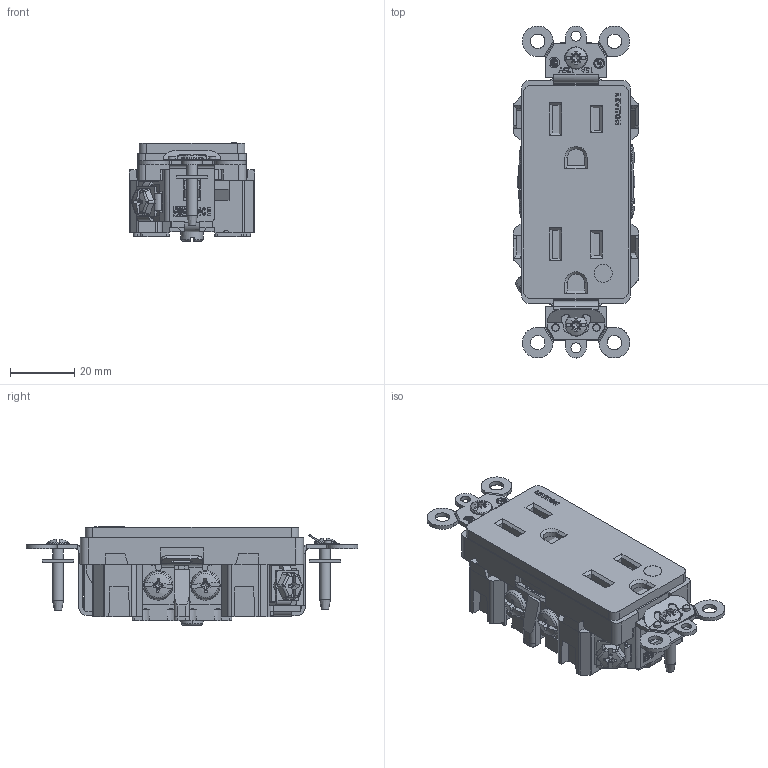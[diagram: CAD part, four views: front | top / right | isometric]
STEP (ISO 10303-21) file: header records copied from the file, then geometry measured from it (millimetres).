
FILE_DESCRIPTION (( 'STEP AP214' ), '1' );
FILE_NAME ('CATSTD-16262-HGX-M01.STEP', '2020-09-24T14:29:36', ( '' ), ( '' ), 'SwSTEP 2.0', 'SolidWorks 2020', '' );
FILE_SCHEMA (( 'AUTOMOTIVE_DESIGN' ));
Length unit declared in the file: inch
Products named in the file (1): CATSTD-16262-HGX-M01
Bounding box: 38.89 x 103.17 x 30.63 mm (x, y, z)
Volume: 56237.5 mm3; surface area: 35578.3 mm2
Topology: 8 solids, 9 shells, 2366 faces, 6734 edges, 4410 vertices
Faces by surface type: plane 1720, cylinder 384, cone 115, bspline 83, torus 40, sphere 24
Full cylindrical faces by diameter (mm): 2.184 x2, 2.362 x2, 2.691 x1, 2.858 x2, 3.124 x2, 3.251 x1, 3.302 x1, 3.404 x2, 3.556 x3, 4.445 x1, 4.521 x4, 4.699 x1, 4.803 x4, 5.385 x1, 5.537 x1, 6.858 x2
Entity records: 114664 total; most frequent: CARTESIAN_POINT 24105, ORIENTED_EDGE 13212, DIRECTION 11344, EDGE_CURVE 6606, VECTOR 4720, LINE 4720, VERTEX_POINT 4369, AXIS2_PLACEMENT_3D 3312
